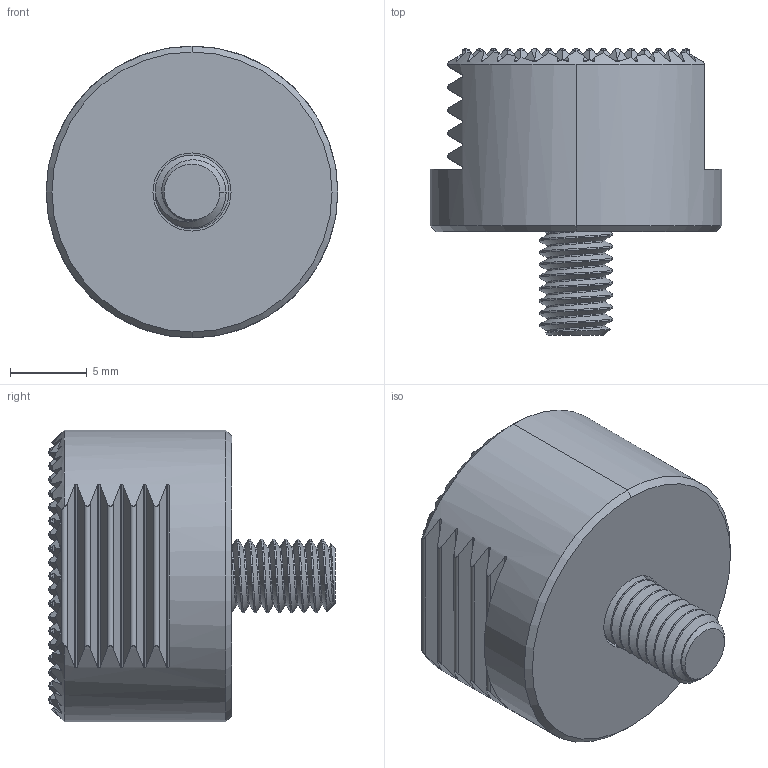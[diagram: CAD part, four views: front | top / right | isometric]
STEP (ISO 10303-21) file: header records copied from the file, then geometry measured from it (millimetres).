
FILE_DESCRIPTION (( 'STEP AP214' ), '1' );
FILE_NAME ('33170.STEP', '2023-06-27T18:52:06', ( '' ), ( '' ), 'SwSTEP 2.0', 'SolidWorks 2021', '' );
FILE_SCHEMA (( 'AUTOMOTIVE_DESIGN' ));
Length unit declared in the file: inch
Products named in the file (3): 103212 SHCS_103212 SHCS; 321701_321702; 33170
Assembly tree (2 placements, depth 2):
  33170
    321701_321702
    103212 SHCS_103212 SHCS
Bounding box: 19.05 x 18.7 x 19.05 mm (x, y, z)
Volume: 3017.8 mm3; surface area: 2155.8 mm2
Topology: 2 solids, 2 shells, 1393 faces, 3080 edges, 1693 vertices
Faces by surface type: cylinder 763, plane 590, cone 38, bspline 2
Entity records: 39171 total; most frequent: CARTESIAN_POINT 12990, ORIENTED_EDGE 6160, DIRECTION 4523, EDGE_CURVE 3080, VERTEX_POINT 1693, LINE 1625, VECTOR 1625, AXIS2_PLACEMENT_3D 1449
